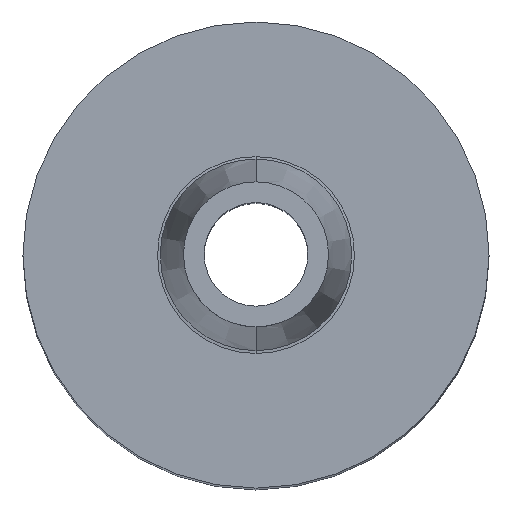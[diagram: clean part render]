
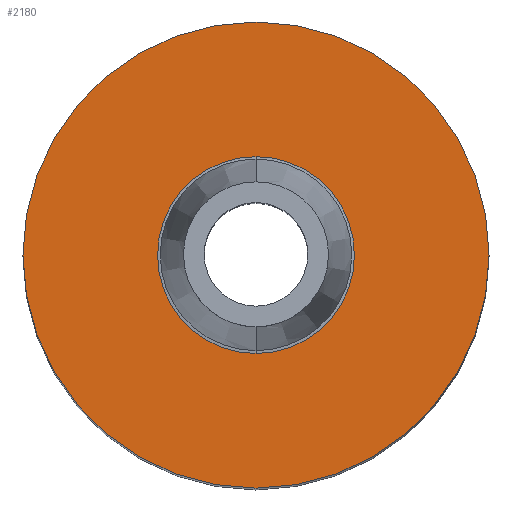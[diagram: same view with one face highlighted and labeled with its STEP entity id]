
A CAD part, top view. The second image highlights one B-rep face of the part: STEP entity #2180.
In plain terms, the highlighted planar face has unit normal (0, 0, 1).
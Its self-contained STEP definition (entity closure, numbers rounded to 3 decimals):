
#1830=CARTESIAN_POINT('',(0.,14.4,29.75));
#1840=DIRECTION('',(0.,0.,1.));
#1850=DIRECTION('',(1.,0.,0.));
#1860=AXIS2_PLACEMENT_3D('',#1830,#1840,#1850);
#1870=PLANE('',#1860);
#1880=CARTESIAN_POINT('',(0.,0.,29.75));
#1890=DIRECTION('',(0.,0.,-1.));
#1900=DIRECTION('',(0.,-1.,0.));
#1910=AXIS2_PLACEMENT_3D('',#1880,#1890,#1900);
#1920=CIRCLE('',#1910,1.9);
#1930=CARTESIAN_POINT('',(0.,-1.9,29.75));
#1940=VERTEX_POINT('',#1930);
#1950=CARTESIAN_POINT('',(0.,1.9,29.75));
#1960=VERTEX_POINT('',#1950);
#1970=EDGE_CURVE('',#1940,#1960,#1920,.T.);
#1980=ORIENTED_EDGE('',*,*,#1970,.T.);
#1990=EDGE_CURVE('',#1960,#1940,#1920,.T.);
#2000=ORIENTED_EDGE('',*,*,#1990,.T.);
#2010=EDGE_LOOP('',(#2000,#1980));
#2020=FACE_BOUND('',#2010,.T.);
#2030=CARTESIAN_POINT('',(0.,0.,29.75));
#2040=DIRECTION('',(0.,0.,-1.));
#2050=DIRECTION('',(-1.,0.,0.));
#2060=AXIS2_PLACEMENT_3D('',#2030,#2040,#2050);
#2070=CIRCLE('',#2060,4.5);
#2080=CARTESIAN_POINT('',(-4.5,0.,29.75));
#2090=VERTEX_POINT('',#2080);
#2100=CARTESIAN_POINT('',(4.5,0.,29.75));
#2110=VERTEX_POINT('',#2100);
#2120=EDGE_CURVE('',#2090,#2110,#2070,.T.);
#2130=ORIENTED_EDGE('',*,*,#2120,.F.);
#2140=EDGE_CURVE('',#2110,#2090,#2070,.T.);
#2150=ORIENTED_EDGE('',*,*,#2140,.F.);
#2160=EDGE_LOOP('',(#2150,#2130));
#2170=FACE_OUTER_BOUND('',#2160,.T.);
#2180=ADVANCED_FACE('',(#2020,#2170),#1870,.T.);
